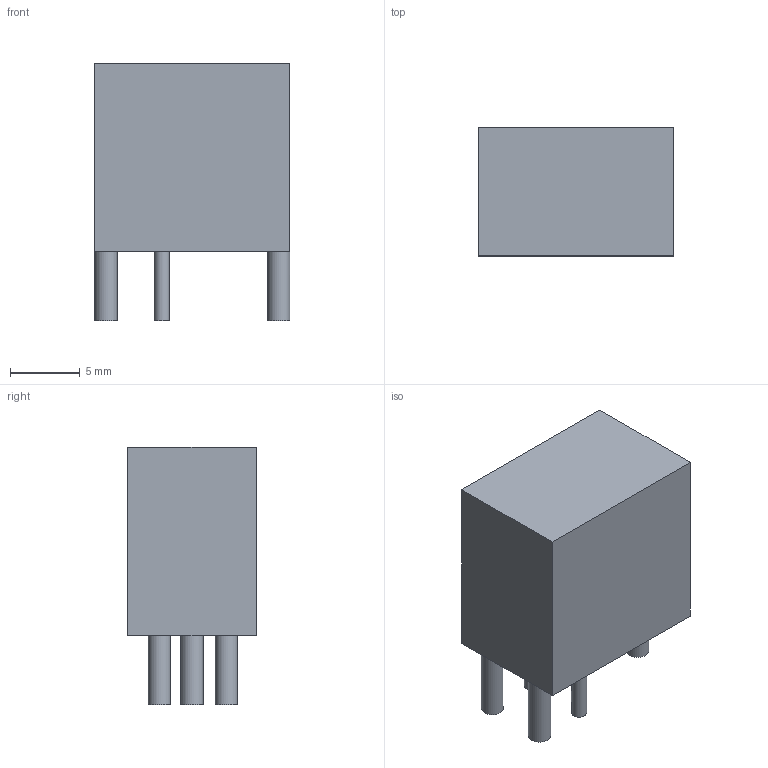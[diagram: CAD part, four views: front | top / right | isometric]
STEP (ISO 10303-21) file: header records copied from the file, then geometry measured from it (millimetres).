
FILE_DESCRIPTION(('FreeCAD Model'),'2;1');
FILE_NAME('Open CASCADE Shape Model','2023-05-18T05:48:58',(''),(''), 'Open CASCADE STEP processor 7.6','FreeCAD','Unknown');
FILE_SCHEMA(('AUTOMOTIVE_DESIGN { 1 0 10303 214 1 1 1 1 }'));
Length unit declared in the file: millimetre
Products named in the file (1): Pad001
Bounding box: 14.05 x 9.2 x 18.5 mm (x, y, z)
Volume: 1778.5 mm3; surface area: 994 mm2
Topology: 1 solids, 1 shells, 17 faces, 31 edges, 20 vertices
Faces by surface type: plane 12, cylinder 5
Full cylindrical faces by diameter (mm): 1.1 x2, 1.6 x3
Entity records: 882 total; most frequent: CARTESIAN_POINT 203, DIRECTION 129, LINE 69, VECTOR 69, ORIENTED_EDGE 62, PCURVE 62, DEFINITIONAL_REPRESENTATION 62, EDGE_CURVE 31
